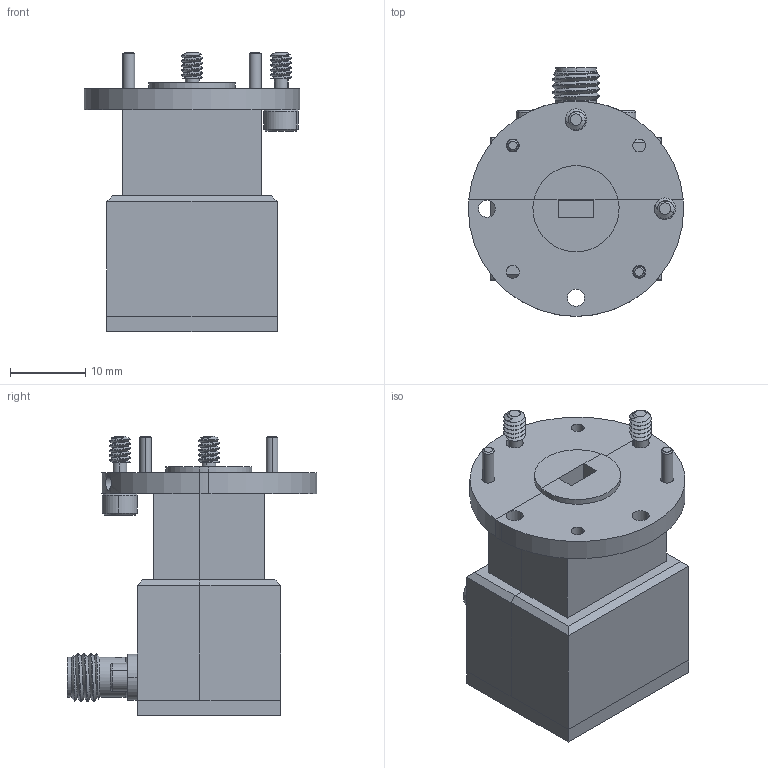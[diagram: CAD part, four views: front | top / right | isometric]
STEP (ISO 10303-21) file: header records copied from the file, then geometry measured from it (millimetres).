
FILE_DESCRIPTION (( 'STEP AP214' ), '1' );
FILE_NAME ('FMMT3009_3D.STEP', '2022-08-19T18:24:31', ( '' ), ( '' ), 'SwSTEP 2.0', 'SolidWorks 2021', '' );
FILE_SCHEMA (( 'AUTOMOTIVE_DESIGN' ));
Length unit declared in the file: inch
Products named in the file (10): PE80T3008_DOWEL; 1AJ02-017_SOCKET_4-40 x .125 FLAT HEAD SCREW; FMMT3009_3D; 4-40 socket head x .30_CAPTIVE_90128A106; FMMT3009; 220349_CapScrew; SMA F PNL MNT_2; SMA F PNL_2; PE80T3009_LABEL; 4-40 socket head x .25_3_90128A106
Assembly tree (24 placements, depth 3):
  FMMT3009_3D
    FMMT3009
    PE80T3008_DOWEL  x2
    SMA F PNL MNT_2
      SMA F PNL_2
      220349_CapScrew  x2
    1AJ02-017_SOCKET_4-40 x .125 FLAT HEAD SCREW  x4
    4-40 socket head x .30_CAPTIVE_90128A106  x2
    4-40 socket head x .25_3_90128A106  x2
    PE80T3009_LABEL
    220349_CapScrew  x8
Bounding box: 28.57 x 33.06 x 37.11 mm (x, y, z)
Volume: 12512.5 mm3; surface area: 8061.7 mm2
Topology: 23 solids, 23 shells, 1192 faces, 2797 edges, 1736 vertices
Faces by surface type: plane 460, cone 306, cylinder 263, bspline 143, torus 20
Entity records: 33871 total; most frequent: CARTESIAN_POINT 14443, ORIENTED_EDGE 3294, DIRECTION 2658, EDGE_CURVE 1647, VERTEX_POINT 1062, LINE 952, VECTOR 952, AXIS2_PLACEMENT_3D 853
